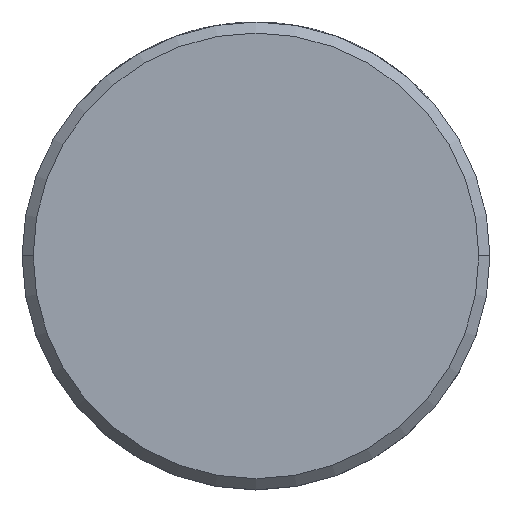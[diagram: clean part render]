
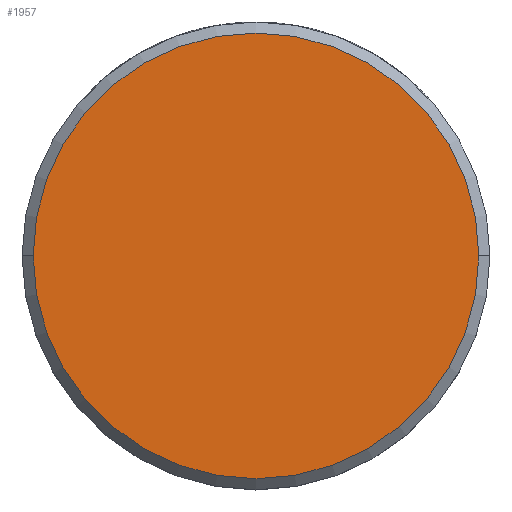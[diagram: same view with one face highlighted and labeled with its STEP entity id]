
A CAD part, top view. The second image highlights one B-rep face of the part: STEP entity #1957.
In plain terms, the highlighted planar face has unit normal (0, 0, 1).
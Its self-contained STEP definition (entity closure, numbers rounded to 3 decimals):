
#472 = AXIS2_PLACEMENT_3D ( 'NONE', #606, #605, #529 ) ;
#529 = DIRECTION ( 'NONE',  ( 1., 0., 0. ) ) ;
#532 = PLANE ( 'NONE',  #472 ) ;
#605 = DIRECTION ( 'NONE',  ( 0., 0., 1. ) ) ;
#606 = CARTESIAN_POINT ( 'NONE',  ( 0., 0., 1.6 ) ) ;
#665 = FACE_OUTER_BOUND ( 'NONE', #2326, .T. ) ;
#1207 = DIRECTION ( 'NONE',  ( 1., 0., 0. ) ) ;
#1208 = AXIS2_PLACEMENT_3D ( 'NONE', #1218, #1216, #1207 ) ;
#1216 = DIRECTION ( 'NONE',  ( 0., 0., 1. ) ) ;
#1218 = CARTESIAN_POINT ( 'NONE',  ( 0., 0., 1.6 ) ) ;
#1219 = CIRCLE ( 'NONE', #1208, 6.05 ) ;
#1695 = VERTEX_POINT ( 'NONE', #2062 ) ;
#1697 = VERTEX_POINT ( 'NONE', #2124 ) ;
#1748 = EDGE_CURVE ( 'NONE', #1695, #1697, #2173, .T. ) ;
#1957 = ADVANCED_FACE ( 'NONE', ( #665 ), #532, .T. ) ;
#1959 = ORIENTED_EDGE ( 'NONE', *, *, #1748, .T. ) ;
#2062 = CARTESIAN_POINT ( 'NONE',  ( 6.05, 0., 1.6 ) ) ;
#2096 = AXIS2_PLACEMENT_3D ( 'NONE', #2180, #2382, #2425 ) ;
#2124 = CARTESIAN_POINT ( 'NONE',  ( -6.05, 0., 1.6 ) ) ;
#2173 = CIRCLE ( 'NONE', #2096, 6.05 ) ;
#2180 = CARTESIAN_POINT ( 'NONE',  ( 0., 0., 1.6 ) ) ;
#2326 = EDGE_LOOP ( 'NONE', ( #2460, #1959 ) ) ;
#2382 = DIRECTION ( 'NONE',  ( 0., 0., 1. ) ) ;
#2425 = DIRECTION ( 'NONE',  ( 1., 0., 0. ) ) ;
#2460 = ORIENTED_EDGE ( 'NONE', *, *, #2463, .T. ) ;
#2463 = EDGE_CURVE ( 'NONE', #1697, #1695, #1219, .T. ) ;
